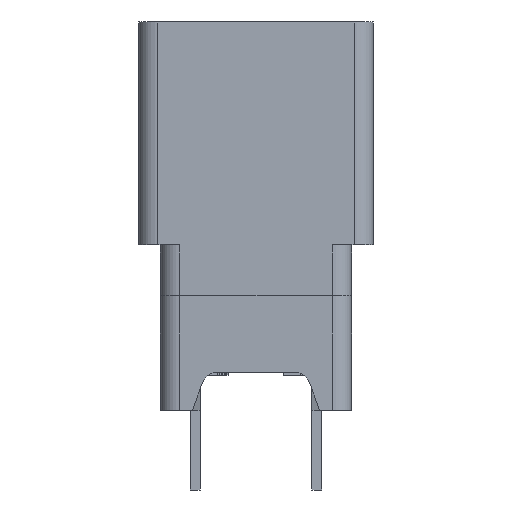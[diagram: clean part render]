
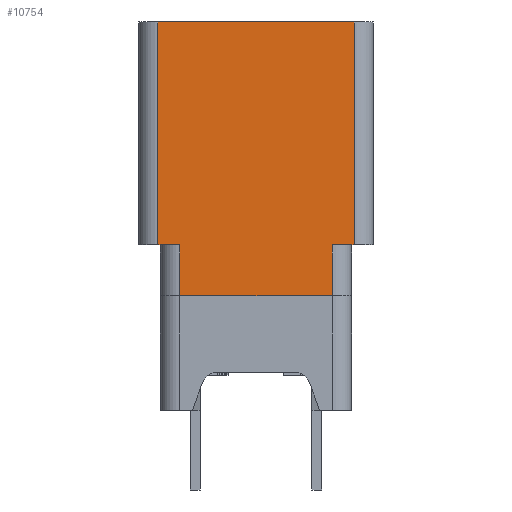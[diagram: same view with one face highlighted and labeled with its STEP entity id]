
A CAD part, left-side view. The second image highlights one B-rep face of the part: STEP entity #10754.
In plain terms, the highlighted planar face has unit normal (-1, 0, 0).
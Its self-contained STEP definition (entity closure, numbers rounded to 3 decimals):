
#3=DIRECTION('',(0.,0.,-1.));
#4=VECTOR('',#3,2.032);
#5=CARTESIAN_POINT('',(-49.022,-3.048,-8.89));
#6=LINE('',#5,#4);
#7=DIRECTION('',(0.,0.,-1.));
#8=VECTOR('',#7,2.032);
#9=CARTESIAN_POINT('',(-49.022,3.048,-8.89));
#10=LINE('',#9,#8);
#11=DIRECTION('',(0.,0.,-1.));
#12=VECTOR('',#11,8.89);
#13=CARTESIAN_POINT('',(-49.022,3.912,0.));
#14=LINE('',#13,#12);
#15=DIRECTION('',(0.,-1.,0.));
#16=VECTOR('',#15,7.823);
#17=CARTESIAN_POINT('',(-49.022,3.912,0.));
#18=LINE('',#17,#16);
#19=DIRECTION('',(0.,0.,1.));
#20=VECTOR('',#19,8.89);
#21=CARTESIAN_POINT('',(-49.022,-3.912,-8.89));
#22=LINE('',#21,#20);
#37=DIRECTION('',(0.,-1.,0.));
#38=VECTOR('',#37,0.864);
#39=CARTESIAN_POINT('',(-49.022,3.912,-8.89));
#40=LINE('',#39,#38);
#41=DIRECTION('',(0.,-1.,0.));
#42=VECTOR('',#41,0.864);
#43=CARTESIAN_POINT('',(-49.022,-3.048,-8.89));
#44=LINE('',#43,#42);
#101=DIRECTION('',(0.,1.,0.));
#102=VECTOR('',#101,6.096);
#103=CARTESIAN_POINT('',(-49.022,-3.048,-10.922));
#104=LINE('',#103,#102);
#8843=CARTESIAN_POINT('',(-49.022,-3.912,0.));
#8845=VERTEX_POINT('',#8843);
#8849=CARTESIAN_POINT('',(-49.022,-3.912,-8.89));
#8850=VERTEX_POINT('',#8849);
#8851=CARTESIAN_POINT('',(-49.022,3.912,-8.89));
#8853=VERTEX_POINT('',#8851);
#8857=CARTESIAN_POINT('',(-49.022,3.912,0.));
#8858=VERTEX_POINT('',#8857);
#8879=CARTESIAN_POINT('',(-49.022,-3.048,-10.922));
#8880=CARTESIAN_POINT('',(-49.022,3.048,-10.922));
#8881=VERTEX_POINT('',#8879);
#8882=VERTEX_POINT('',#8880);
#8892=CARTESIAN_POINT('',(-49.022,3.048,-8.89));
#8894=VERTEX_POINT('',#8892);
#8895=CARTESIAN_POINT('',(-49.022,-3.048,-8.89));
#8897=VERTEX_POINT('',#8895);
#10731=CARTESIAN_POINT('',(-49.022,0.,0.));
#10732=DIRECTION('',(1.,0.,0.));
#10733=DIRECTION('',(0.,-1.,0.));
#10734=AXIS2_PLACEMENT_3D('',#10731,#10732,#10733);
#10735=PLANE('',#10734);
#10737=ORIENTED_EDGE('',*,*,#10736,.F.);
#10739=ORIENTED_EDGE('',*,*,#10738,.T.);
#10741=ORIENTED_EDGE('',*,*,#10740,.T.);
#10743=ORIENTED_EDGE('',*,*,#10742,.F.);
#10745=ORIENTED_EDGE('',*,*,#10744,.F.);
#10747=ORIENTED_EDGE('',*,*,#10746,.F.);
#10749=ORIENTED_EDGE('',*,*,#10748,.T.);
#10751=ORIENTED_EDGE('',*,*,#10750,.F.);
#10752=EDGE_LOOP('',(#10737,#10739,#10741,#10743,#10745,#10747,#10749,#10751));
#10753=FACE_OUTER_BOUND('',#10752,.F.);
#10736=EDGE_CURVE('',#8897,#8850,#44,.T.);
#10738=EDGE_CURVE('',#8897,#8881,#6,.T.);
#10740=EDGE_CURVE('',#8881,#8882,#104,.T.);
#10742=EDGE_CURVE('',#8894,#8882,#10,.T.);
#10744=EDGE_CURVE('',#8853,#8894,#40,.T.);
#10746=EDGE_CURVE('',#8858,#8853,#14,.T.);
#10748=EDGE_CURVE('',#8858,#8845,#18,.T.);
#10750=EDGE_CURVE('',#8850,#8845,#22,.T.);
#10754=ADVANCED_FACE('',(#10753),#10735,.F.);
